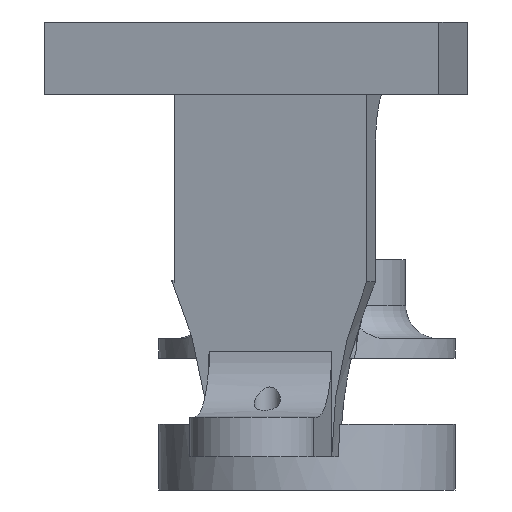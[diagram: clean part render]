
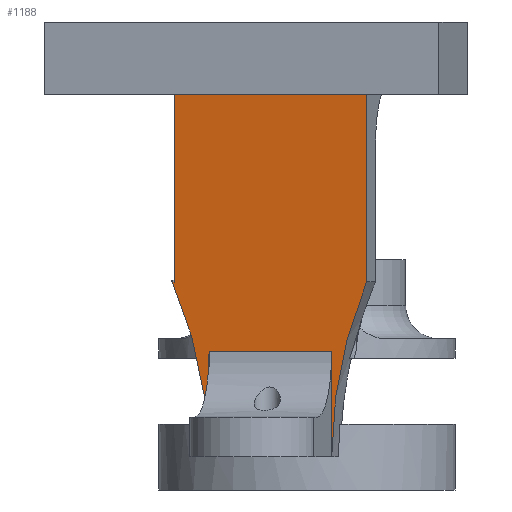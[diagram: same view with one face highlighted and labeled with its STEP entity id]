
A CAD part, front view. The second image highlights one B-rep face of the part: STEP entity #1188.
In plain terms, the highlighted planar face has unit normal (-0.222, -0.975, 0).
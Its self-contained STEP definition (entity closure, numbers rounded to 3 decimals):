
#5 = DIRECTION ( 'NONE',  ( -0.222, -0.975, 0. ) ) ;
#35 = LINE ( 'NONE', #295, #649 ) ;
#77 = CIRCLE ( 'NONE', #1775, 67.27 ) ;
#104 = VERTEX_POINT ( 'NONE', #2747 ) ;
#200 = VECTOR ( 'NONE', #948, 1000. ) ;
#206 = EDGE_LOOP ( 'NONE', ( #2134, #2368, #2306, #2606, #2184, #1507, #1819, #2558, #3001 ) ) ;
#212 = CARTESIAN_POINT ( 'NONE',  ( -14.863, -22.255, 1.077 ) ) ;
#295 = CARTESIAN_POINT ( 'NONE',  ( -20.177, -21.045, 40.077 ) ) ;
#305 = VERTEX_POINT ( 'NONE', #2001 ) ;
#336 = VECTOR ( 'NONE', #1959, 1000. ) ;
#371 = DIRECTION ( 'NONE',  ( 0.721, -0.164, -0.673 ) ) ;
#435 = CARTESIAN_POINT ( 'NONE',  ( -80.45, -7.319, -15.564 ) ) ;
#485 = CARTESIAN_POINT ( 'NONE',  ( 69.351, -41.434, -14.923 ) ) ;
#504 = CARTESIAN_POINT ( 'NONE',  ( -80.45, -7.319, -15.564 ) ) ;
#530 = VERTEX_POINT ( 'NONE', #1648 ) ;
#628 = CARTESIAN_POINT ( 'NONE',  ( -20.554, -20.959, 11.853 ) ) ;
#649 = VECTOR ( 'NONE', #1768, 1000. ) ;
#705 = EDGE_CURVE ( 'NONE', #767, #305, #1802, .T. ) ;
#767 = VERTEX_POINT ( 'NONE', #628 ) ;
#796 = VERTEX_POINT ( 'NONE', #2685 ) ;
#810 = EDGE_CURVE ( 'NONE', #1996, #104, #35, .T. ) ;
#904 = EDGE_CURVE ( 'NONE', #530, #2409, #77, .T. ) ;
#948 = DIRECTION ( 'NONE',  ( 0.975, -0.222, 0. ) ) ;
#950 = VERTEX_POINT ( 'NONE', #1184 ) ;
#970 = CARTESIAN_POINT ( 'NONE',  ( -80.45, -7.319, 1.077 ) ) ;
#976 = DIRECTION ( 'NONE',  ( 0., 0., 1. ) ) ;
#1157 = LINE ( 'NONE', #1407, #336 ) ;
#1184 = CARTESIAN_POINT ( 'NONE',  ( 3.76, -26.496, 1.077 ) ) ;
#1188 = ADVANCED_FACE ( 'NONE', ( #1786 ), #2093, .T. ) ;
#1217 = DIRECTION ( 'NONE',  ( 0.975, -0.222, 0. ) ) ;
#1251 = CARTESIAN_POINT ( 'NONE',  ( -20.177, -21.045, 34.077 ) ) ;
#1321 = VECTOR ( 'NONE', #371, 1000. ) ;
#1389 = DIRECTION ( 'NONE',  ( -0.222, -0.975, 0. ) ) ;
#1406 = CARTESIAN_POINT ( 'NONE',  ( 3.76, -26.496, -8.923 ) ) ;
#1407 = CARTESIAN_POINT ( 'NONE',  ( -14.863, -22.255, -8.923 ) ) ;
#1447 = VERTEX_POINT ( 'NONE', #212 ) ;
#1449 = CARTESIAN_POINT ( 'NONE',  ( 9.074, -27.707, 34.077 ) ) ;
#1507 = ORIENTED_EDGE ( 'NONE', *, *, #2884, .T. ) ;
#1528 = CARTESIAN_POINT ( 'NONE',  ( 9.074, -27.707, 40.077 ) ) ;
#1540 = LINE ( 'NONE', #1251, #2799 ) ;
#1604 = LINE ( 'NONE', #1406, #1772 ) ;
#1644 = DIRECTION ( 'NONE',  ( 0.975, -0.222, 0. ) ) ;
#1648 = CARTESIAN_POINT ( 'NONE',  ( 9.074, -27.707, 11.601 ) ) ;
#1667 = EDGE_CURVE ( 'NONE', #530, #1996, #3063, .T. ) ;
#1768 = DIRECTION ( 'NONE',  ( -0.975, 0.222, 0. ) ) ;
#1772 = VECTOR ( 'NONE', #2874, 1000. ) ;
#1775 = AXIS2_PLACEMENT_3D ( 'NONE', #485, #2878, #2157 ) ;
#1786 = FACE_OUTER_BOUND ( 'NONE', #206, .T. ) ;
#1802 = LINE ( 'NONE', #2272, #1321 ) ;
#1814 = CIRCLE ( 'NONE', #2000, 67.27 ) ;
#1819 = ORIENTED_EDGE ( 'NONE', *, *, #3081, .T. ) ;
#1839 = EDGE_CURVE ( 'NONE', #305, #104, #1540, .T. ) ;
#1908 = AXIS2_PLACEMENT_3D ( 'NONE', #435, #1389, #1644 ) ;
#1959 = DIRECTION ( 'NONE',  ( 0., 0., -1. ) ) ;
#1960 = EDGE_CURVE ( 'NONE', #796, #767, #1814, .T. ) ;
#1976 = EDGE_CURVE ( 'NONE', #1447, #796, #1157, .T. ) ;
#1983 = LINE ( 'NONE', #970, #200 ) ;
#1996 = VERTEX_POINT ( 'NONE', #1528 ) ;
#2000 = AXIS2_PLACEMENT_3D ( 'NONE', #504, #5, #1217 ) ;
#2001 = CARTESIAN_POINT ( 'NONE',  ( -20.177, -21.045, 11.5 ) ) ;
#2093 = PLANE ( 'NONE',  #1908 ) ;
#2134 = ORIENTED_EDGE ( 'NONE', *, *, #810, .T. ) ;
#2157 = DIRECTION ( 'NONE',  ( -0.975, 0.222, 0. ) ) ;
#2184 = ORIENTED_EDGE ( 'NONE', *, *, #1976, .F. ) ;
#2272 = CARTESIAN_POINT ( 'NONE',  ( -39.985, -16.534, 30.003 ) ) ;
#2306 = ORIENTED_EDGE ( 'NONE', *, *, #705, .F. ) ;
#2368 = ORIENTED_EDGE ( 'NONE', *, *, #1839, .F. ) ;
#2409 = VERTEX_POINT ( 'NONE', #2651 ) ;
#2414 = VECTOR ( 'NONE', #976, 1000. ) ;
#2506 = DIRECTION ( 'NONE',  ( 0., 0., 1. ) ) ;
#2558 = ORIENTED_EDGE ( 'NONE', *, *, #904, .F. ) ;
#2606 = ORIENTED_EDGE ( 'NONE', *, *, #1960, .F. ) ;
#2651 = CARTESIAN_POINT ( 'NONE',  ( 3.76, -26.496, -14.923 ) ) ;
#2685 = CARTESIAN_POINT ( 'NONE',  ( -14.863, -22.255, -14.923 ) ) ;
#2747 = CARTESIAN_POINT ( 'NONE',  ( -20.177, -21.045, 40.077 ) ) ;
#2799 = VECTOR ( 'NONE', #2506, 1000. ) ;
#2874 = DIRECTION ( 'NONE',  ( 0., 0., -1. ) ) ;
#2878 = DIRECTION ( 'NONE',  ( -0.222, -0.975, 0. ) ) ;
#2884 = EDGE_CURVE ( 'NONE', #1447, #950, #1983, .T. ) ;
#3001 = ORIENTED_EDGE ( 'NONE', *, *, #1667, .T. ) ;
#3063 = LINE ( 'NONE', #1449, #2414 ) ;
#3081 = EDGE_CURVE ( 'NONE', #950, #2409, #1604, .T. ) ;
